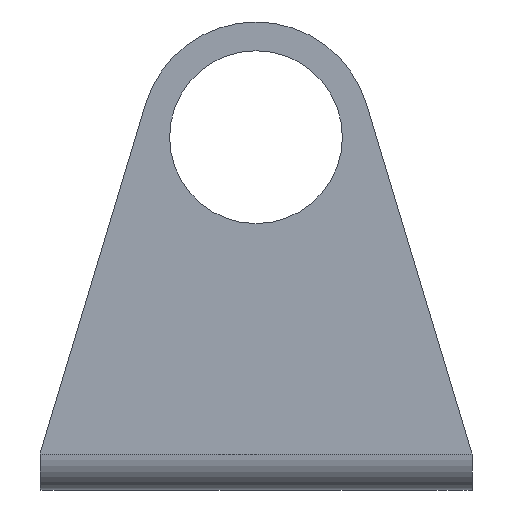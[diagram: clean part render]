
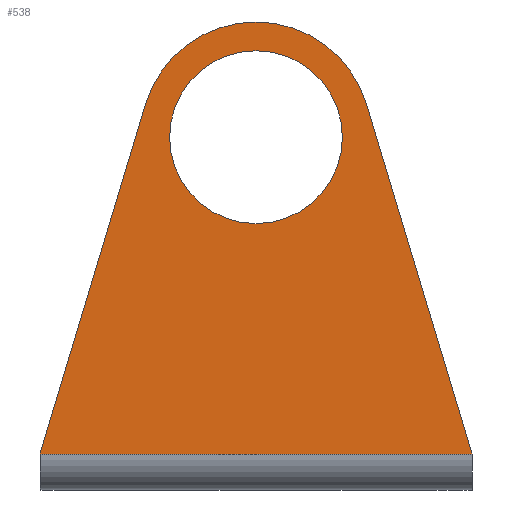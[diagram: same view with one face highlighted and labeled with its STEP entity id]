
A CAD part, front view. The second image highlights one B-rep face of the part: STEP entity #538.
In plain terms, the highlighted planar face has unit normal (0, -1, 0).
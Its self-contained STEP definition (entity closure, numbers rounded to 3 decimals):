
#15 = CARTESIAN_POINT ( 'NONE',  ( 7.658, 0., 26.813 ) ) ;
#30 = ORIENTED_EDGE ( 'NONE', *, *, #340, .F. ) ;
#40 = CARTESIAN_POINT ( 'NONE',  ( 0., 0., 18.5 ) ) ;
#60 = ORIENTED_EDGE ( 'NONE', *, *, #629, .F. ) ;
#64 = DIRECTION ( 'NONE',  ( 0.289, 0., 0.957 ) ) ;
#93 = VERTEX_POINT ( 'NONE', #366 ) ;
#110 = VECTOR ( 'NONE', #734, 1000. ) ;
#123 = VERTEX_POINT ( 'NONE', #845 ) ;
#132 = LINE ( 'NONE', #858, #110 ) ;
#155 = DIRECTION ( 'NONE',  ( 0., 0., 1. ) ) ;
#162 = EDGE_LOOP ( 'NONE', ( #293, #30, #492, #60, #228 ) ) ;
#165 = VERTEX_POINT ( 'NONE', #40 ) ;
#171 = DIRECTION ( 'NONE',  ( 0., 1., 0. ) ) ;
#202 = EDGE_CURVE ( 'NONE', #389, #123, #132, .T. ) ;
#210 = CARTESIAN_POINT ( 'NONE',  ( -15., 0., 2.5 ) ) ;
#219 = DIRECTION ( 'NONE',  ( 0., 1., 0. ) ) ;
#220 = CIRCLE ( 'NONE', #727, 8. ) ;
#225 = CARTESIAN_POINT ( 'NONE',  ( -30., 0., 2.5 ) ) ;
#228 = ORIENTED_EDGE ( 'NONE', *, *, #445, .T. ) ;
#233 = VERTEX_POINT ( 'NONE', #210 ) ;
#247 = FACE_BOUND ( 'NONE', #574, .T. ) ;
#250 = PLANE ( 'NONE',  #274 ) ;
#251 = AXIS2_PLACEMENT_3D ( 'NONE', #555, #684, #498 ) ;
#274 = AXIS2_PLACEMENT_3D ( 'NONE', #772, #707, #575 ) ;
#289 = LINE ( 'NONE', #225, #757 ) ;
#293 = ORIENTED_EDGE ( 'NONE', *, *, #202, .F. ) ;
#302 = DIRECTION ( 'NONE',  ( 0., 0., 1. ) ) ;
#306 = FACE_OUTER_BOUND ( 'NONE', #162, .T. ) ;
#340 = EDGE_CURVE ( 'NONE', #762, #389, #532, .T. ) ;
#341 = EDGE_CURVE ( 'NONE', #820, #762, #220, .T. ) ;
#353 = EDGE_CURVE ( 'NONE', #165, #93, #628, .T. ) ;
#359 = EDGE_CURVE ( 'NONE', #93, #165, #839, .T. ) ;
#366 = CARTESIAN_POINT ( 'NONE',  ( 0., 0., 30.5 ) ) ;
#389 = VERTEX_POINT ( 'NONE', #15 ) ;
#390 = CARTESIAN_POINT ( 'NONE',  ( 0., 0., 32.5 ) ) ;
#425 = DIRECTION ( 'NONE',  ( 0., 0., 1. ) ) ;
#429 = CARTESIAN_POINT ( 'NONE',  ( 0., 0., 24.5 ) ) ;
#445 = EDGE_CURVE ( 'NONE', #233, #123, #289, .T. ) ;
#490 = DIRECTION ( 'NONE',  ( 1., 0., 0. ) ) ;
#492 = ORIENTED_EDGE ( 'NONE', *, *, #341, .F. ) ;
#494 = DIRECTION ( 'NONE',  ( 0., 1., 0. ) ) ;
#498 = DIRECTION ( 'NONE',  ( 0., 0., 1. ) ) ;
#532 = CIRCLE ( 'NONE', #615, 8. ) ;
#538 = ADVANCED_FACE ( 'NONE', ( #247, #306 ), #250, .F. ) ;
#555 = CARTESIAN_POINT ( 'NONE',  ( 0., 0., 24.5 ) ) ;
#574 = EDGE_LOOP ( 'NONE', ( #837, #700 ) ) ;
#575 = DIRECTION ( 'NONE',  ( 1., 0., 0. ) ) ;
#585 = CARTESIAN_POINT ( 'NONE',  ( -7.658, 0., 26.813 ) ) ;
#615 = AXIS2_PLACEMENT_3D ( 'NONE', #429, #171, #425 ) ;
#623 = CARTESIAN_POINT ( 'NONE',  ( 0., 0., 24.5 ) ) ;
#628 = CIRCLE ( 'NONE', #251, 6. ) ;
#629 = EDGE_CURVE ( 'NONE', #233, #820, #672, .T. ) ;
#672 = LINE ( 'NONE', #736, #676 ) ;
#676 = VECTOR ( 'NONE', #64, 1000. ) ;
#684 = DIRECTION ( 'NONE',  ( 0., 1., 0. ) ) ;
#693 = CARTESIAN_POINT ( 'NONE',  ( 0., 0., 24.5 ) ) ;
#700 = ORIENTED_EDGE ( 'NONE', *, *, #359, .T. ) ;
#707 = DIRECTION ( 'NONE',  ( 0., 1., 0. ) ) ;
#727 = AXIS2_PLACEMENT_3D ( 'NONE', #623, #219, #302 ) ;
#734 = DIRECTION ( 'NONE',  ( 0.289, 0., -0.957 ) ) ;
#736 = CARTESIAN_POINT ( 'NONE',  ( -15., 0., 2.5 ) ) ;
#744 = AXIS2_PLACEMENT_3D ( 'NONE', #693, #494, #155 ) ;
#757 = VECTOR ( 'NONE', #490, 1000. ) ;
#762 = VERTEX_POINT ( 'NONE', #390 ) ;
#772 = CARTESIAN_POINT ( 'NONE',  ( -30., 0., 2.5 ) ) ;
#820 = VERTEX_POINT ( 'NONE', #585 ) ;
#837 = ORIENTED_EDGE ( 'NONE', *, *, #353, .T. ) ;
#839 = CIRCLE ( 'NONE', #744, 6. ) ;
#845 = CARTESIAN_POINT ( 'NONE',  ( 15., 0., 2.5 ) ) ;
#858 = CARTESIAN_POINT ( 'NONE',  ( 7.658, 0., 26.813 ) ) ;
